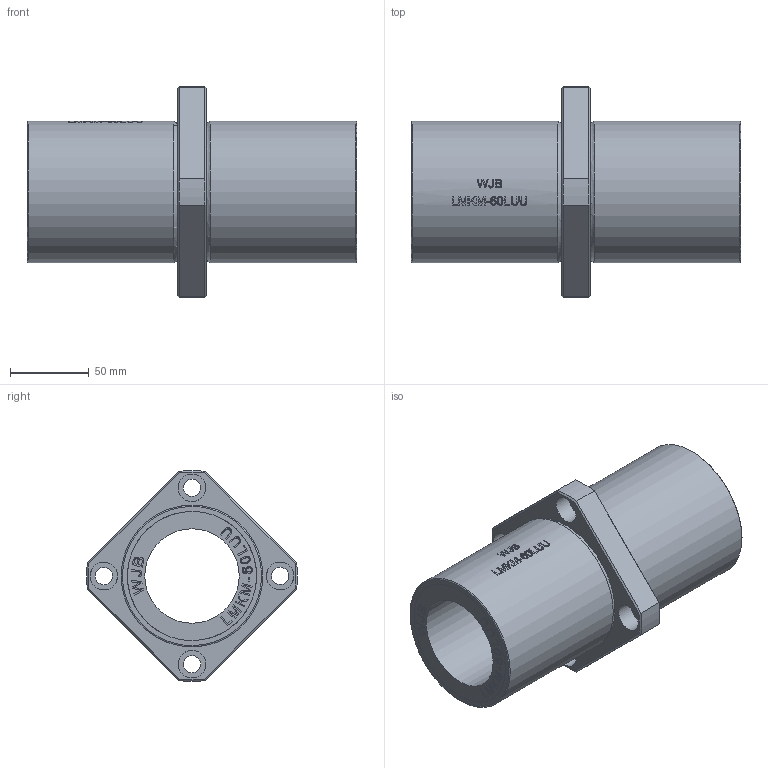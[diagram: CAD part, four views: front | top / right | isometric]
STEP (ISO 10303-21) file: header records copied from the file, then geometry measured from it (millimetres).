
FILE_DESCRIPTION(/* description */ (''),/* implementation_level */ '2;1');
FILE_NAME(/* name */ 'WJB-LMKM-60LUU.stp',/* time_stamp */ '2018-09-26T17:19:56+08:00',/* author */ (''),/* organization */ (''),/* preprocessor_version */ 'ST-DEVELOPER v11',/* originating_system */ 'SIEMENS UGS NX 6.0',/* authorisation */ '');
FILE_SCHEMA (('CONFIG_CONTROL_DESIGN'));
Length unit declared in the file: millimetre
Products named in the file (1): WJB-LMKM-60LUU
Bounding box: 209 x 133.88 x 133.88 mm (x, y, z)
Volume: 806494.7 mm3; surface area: 119588 mm2
Topology: 1 solids, 1 shells, 414 faces, 1069 edges, 716 vertices
Faces by surface type: plane 266, extrusion 102, cylinder 34, cone 8, torus 4
Full cylindrical faces by diameter (mm): 11 x4, 17.5 x4, 60 x1, 82 x2, 90 x2
Entity records: 16191 total; most frequent: CARTESIAN_POINT 6750, ORIENTED_EDGE 2104, DIRECTION 1450, EDGE_CURVE 1052, VERTEX_POINT 716, VECTOR 644, LINE 542, B_SPLINE_CURVE_WITH_KNOTS 522
